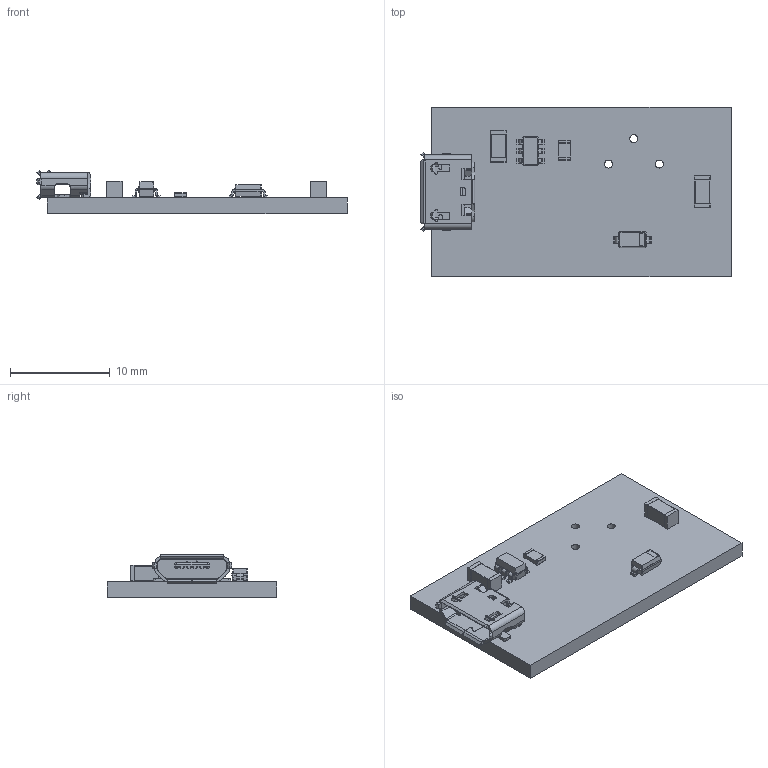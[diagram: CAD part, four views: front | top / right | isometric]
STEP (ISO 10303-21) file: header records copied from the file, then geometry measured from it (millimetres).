
FILE_DESCRIPTION(('KiCad electronic assembly'),'2;1');
FILE_NAME('MT3608Dummy.step','2020-04-09T13:38:56',('An Author'),( 'A Company'),'Open CASCADE STEP processor 6.9', 'KiCad to STEP converter','Unknown');
FILE_SCHEMA(('AUTOMOTIVE_DESIGN { 1 0 10303 214 1 1 1 1 }'));
Length unit declared in the file: millimetre
Products named in the file (12): Open CASCADE STEP translator 6.9 1; USB_Micro-B_Molex_47346-0001; SOLID; SOT-23-6; R_0805_2012Metric; D_SOD-123; C_1206_3216Metric; COMPOUND
Assembly tree (12 placements, depth 3):
  Open CASCADE STEP translator 6.9 1
    USB_Micro-B_Molex_47346-0001
      SOLID
    SOT-23-6
      SOLID
    R_0805_2012Metric
      SOLID
    D_SOD-123
      SOLID
    C_1206_3216Metric  x2
      SOLID
    COMPOUND
Bounding box: 31.07 x 17 x 4.35 mm (x, y, z)
Volume: 885.1 mm3; surface area: 1534.3 mm2
Topology: 7 solids, 7 shells, 766 faces, 2155 edges, 1388 vertices
Faces by surface type: plane 514, cylinder 192, bspline 56, sphere 4
Full cylindrical faces by diameter (mm): 0.8 x3
Entity records: 57666 total; most frequent: CARTESIAN_POINT 11579, DIRECTION 7439, LINE 5017, VECTOR 5017, ORIENTED_EDGE 4158, PCURVE 4158, DEFINITIONAL_REPRESENTATION 4158, EDGE_CURVE 2079
